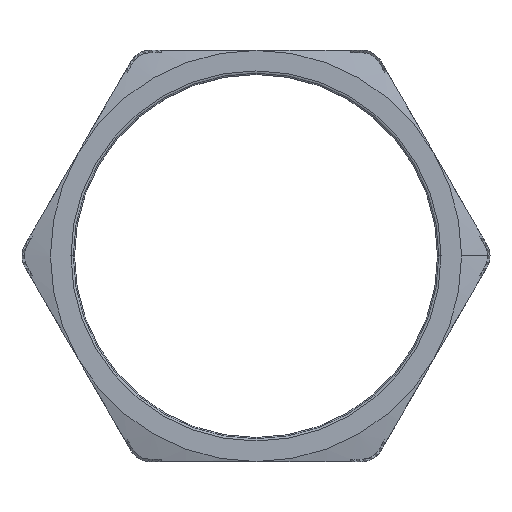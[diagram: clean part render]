
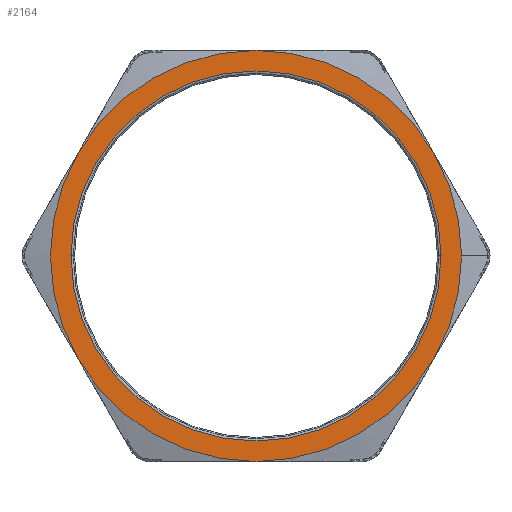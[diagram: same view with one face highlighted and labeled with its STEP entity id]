
A CAD part, top view. The second image highlights one B-rep face of the part: STEP entity #2164.
In plain terms, the highlighted planar face has unit normal (0, 0, 1).
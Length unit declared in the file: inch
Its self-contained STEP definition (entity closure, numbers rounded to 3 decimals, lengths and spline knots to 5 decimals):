
#76 = VERTEX_POINT ( 'NONE', #2506 ) ;
#1779 = VERTEX_POINT ( 'NONE', #5276 ) ;
#1781 = EDGE_CURVE ( 'NONE', #1782, #1779, #5275, .T. ) ;
#1782 = VERTEX_POINT ( 'NONE', #5270 ) ;
#1805 = EDGE_CURVE ( 'NONE', #1806, #1807, #5349, .T. ) ;
#1806 = VERTEX_POINT ( 'NONE', #5350 ) ;
#1807 = VERTEX_POINT ( 'NONE', #5344 ) ;
#2022 = VERTEX_POINT ( 'NONE', #5749 ) ;
#2065 = VERTEX_POINT ( 'NONE', #5829 ) ;
#2155 = EDGE_CURVE ( 'NONE', #2065, #76, #6025, .T. ) ;
#2158 = ORIENTED_EDGE ( 'NONE', *, *, #2155, .F. ) ;
#2159 = EDGE_LOOP ( 'NONE', ( #2158, #2181, #2178, #2179, #2175, #2176, #2173 ) ) ;
#2160 = EDGE_CURVE ( 'NONE', #1779, #1782, #6020, .T. ) ;
#2161 = ORIENTED_EDGE ( 'NONE', *, *, #2160, .T. ) ;
#2162 = ORIENTED_EDGE ( 'NONE', *, *, #1781, .T. ) ;
#2163 = EDGE_LOOP ( 'NONE', ( #2162, #2161 ) ) ;
#2164 = ADVANCED_FACE ( 'NONE', ( #6015, #6014 ), #6013, .F. ) ;
#2172 = EDGE_CURVE ( 'NONE', #1806, #76, #6077, .T. ) ;
#2173 = ORIENTED_EDGE ( 'NONE', *, *, #2172, .T. ) ;
#2174 = EDGE_CURVE ( 'NONE', #1807, #2307, #6072, .T. ) ;
#2175 = ORIENTED_EDGE ( 'NONE', *, *, #2174, .F. ) ;
#2176 = ORIENTED_EDGE ( 'NONE', *, *, #1805, .F. ) ;
#2177 = EDGE_CURVE ( 'NONE', #2307, #2347, #6067, .T. ) ;
#2178 = ORIENTED_EDGE ( 'NONE', *, *, #2180, .F. ) ;
#2179 = ORIENTED_EDGE ( 'NONE', *, *, #2177, .F. ) ;
#2180 = EDGE_CURVE ( 'NONE', #2347, #2022, #6062, .T. ) ;
#2181 = ORIENTED_EDGE ( 'NONE', *, *, #2182, .F. ) ;
#2182 = EDGE_CURVE ( 'NONE', #2022, #2065, #6057, .T. ) ;
#2307 = VERTEX_POINT ( 'NONE', #6327 ) ;
#2347 = VERTEX_POINT ( 'NONE', #6408 ) ;
#2506 = CARTESIAN_POINT ( 'NONE',  ( 0., 0.47, 0.12 ) ) ;
#5270 = CARTESIAN_POINT ( 'NONE',  ( -0.423, 0., 0.12 ) ) ;
#5271 = DIRECTION ( 'NONE',  ( -1., 0., 0. ) ) ;
#5272 = DIRECTION ( 'NONE',  ( 0., 0., -1. ) ) ;
#5273 = CARTESIAN_POINT ( 'NONE',  ( 0., 0., 0.12 ) ) ;
#5274 = AXIS2_PLACEMENT_3D ( 'NONE', #5273, #5272, #5271 ) ;
#5275 = CIRCLE ( 'NONE', #5274, 0.423 ) ;
#5276 = CARTESIAN_POINT ( 'NONE',  ( 0.423, 0., 0.12 ) ) ;
#5344 = CARTESIAN_POINT ( 'NONE',  ( 0.47, 0., 0.12 ) ) ;
#5345 = DIRECTION ( 'NONE',  ( -1., 0., 0. ) ) ;
#5346 = DIRECTION ( 'NONE',  ( 0., 0., -1. ) ) ;
#5347 = CARTESIAN_POINT ( 'NONE',  ( 0., 0., 0.12 ) ) ;
#5348 = AXIS2_PLACEMENT_3D ( 'NONE', #5347, #5346, #5345 ) ;
#5349 = CIRCLE ( 'NONE', #5348, 0.47 ) ;
#5350 = CARTESIAN_POINT ( 'NONE',  ( 0.40703, 0.235, 0.12 ) ) ;
#5749 = CARTESIAN_POINT ( 'NONE',  ( -0.40703, -0.235, 0.12 ) ) ;
#5829 = CARTESIAN_POINT ( 'NONE',  ( -0.40703, 0.235, 0.12 ) ) ;
#6009 = DIRECTION ( 'NONE',  ( -1., 0., 0. ) ) ;
#6010 = DIRECTION ( 'NONE',  ( 0., 0., -1. ) ) ;
#6011 = CARTESIAN_POINT ( 'NONE',  ( 0., 0.94, 0.12 ) ) ;
#6012 = AXIS2_PLACEMENT_3D ( 'NONE', #6011, #6010, #6009 ) ;
#6013 = PLANE ( 'NONE',  #6012 ) ;
#6014 = FACE_OUTER_BOUND ( 'NONE', #2159, .T. ) ;
#6015 = FACE_BOUND ( 'NONE', #2163, .T. ) ;
#6016 = DIRECTION ( 'NONE',  ( -1., 0., 0. ) ) ;
#6017 = DIRECTION ( 'NONE',  ( 0., 0., -1. ) ) ;
#6018 = CARTESIAN_POINT ( 'NONE',  ( 0., 0., 0.12 ) ) ;
#6019 = AXIS2_PLACEMENT_3D ( 'NONE', #6018, #6017, #6016 ) ;
#6020 = CIRCLE ( 'NONE', #6019, 0.423 ) ;
#6021 = DIRECTION ( 'NONE',  ( -1., 0., 0. ) ) ;
#6022 = DIRECTION ( 'NONE',  ( 0., 0., -1. ) ) ;
#6023 = CARTESIAN_POINT ( 'NONE',  ( 0., 0., 0.12 ) ) ;
#6024 = AXIS2_PLACEMENT_3D ( 'NONE', #6023, #6022, #6021 ) ;
#6025 = CIRCLE ( 'NONE', #6024, 0.47 ) ;
#6053 = DIRECTION ( 'NONE',  ( -1., 0., 0. ) ) ;
#6054 = DIRECTION ( 'NONE',  ( 0., 0., -1. ) ) ;
#6055 = CARTESIAN_POINT ( 'NONE',  ( 0., 0., 0.12 ) ) ;
#6056 = AXIS2_PLACEMENT_3D ( 'NONE', #6055, #6054, #6053 ) ;
#6057 = CIRCLE ( 'NONE', #6056, 0.47 ) ;
#6058 = DIRECTION ( 'NONE',  ( -1., 0., 0. ) ) ;
#6059 = DIRECTION ( 'NONE',  ( 0., 0., -1. ) ) ;
#6060 = CARTESIAN_POINT ( 'NONE',  ( 0., 0., 0.12 ) ) ;
#6061 = AXIS2_PLACEMENT_3D ( 'NONE', #6060, #6059, #6058 ) ;
#6062 = CIRCLE ( 'NONE', #6061, 0.47 ) ;
#6063 = DIRECTION ( 'NONE',  ( -1., 0., 0. ) ) ;
#6064 = DIRECTION ( 'NONE',  ( 0., 0., -1. ) ) ;
#6065 = CARTESIAN_POINT ( 'NONE',  ( 0., 0., 0.12 ) ) ;
#6066 = AXIS2_PLACEMENT_3D ( 'NONE', #6065, #6064, #6063 ) ;
#6067 = CIRCLE ( 'NONE', #6066, 0.47 ) ;
#6068 = DIRECTION ( 'NONE',  ( -1., 0., 0. ) ) ;
#6069 = DIRECTION ( 'NONE',  ( 0., 0., -1. ) ) ;
#6070 = CARTESIAN_POINT ( 'NONE',  ( 0., 0., 0.12 ) ) ;
#6071 = AXIS2_PLACEMENT_3D ( 'NONE', #6070, #6069, #6068 ) ;
#6072 = CIRCLE ( 'NONE', #6071, 0.47 ) ;
#6073 = DIRECTION ( 'NONE',  ( 1., 0., 0. ) ) ;
#6074 = DIRECTION ( 'NONE',  ( 0., 0., 1. ) ) ;
#6075 = CARTESIAN_POINT ( 'NONE',  ( 0., 0., 0.12 ) ) ;
#6076 = AXIS2_PLACEMENT_3D ( 'NONE', #6075, #6074, #6073 ) ;
#6077 = CIRCLE ( 'NONE', #6076, 0.47 ) ;
#6327 = CARTESIAN_POINT ( 'NONE',  ( 0.40703, -0.235, 0.12 ) ) ;
#6408 = CARTESIAN_POINT ( 'NONE',  ( 0., -0.47, 0.12 ) ) ;
